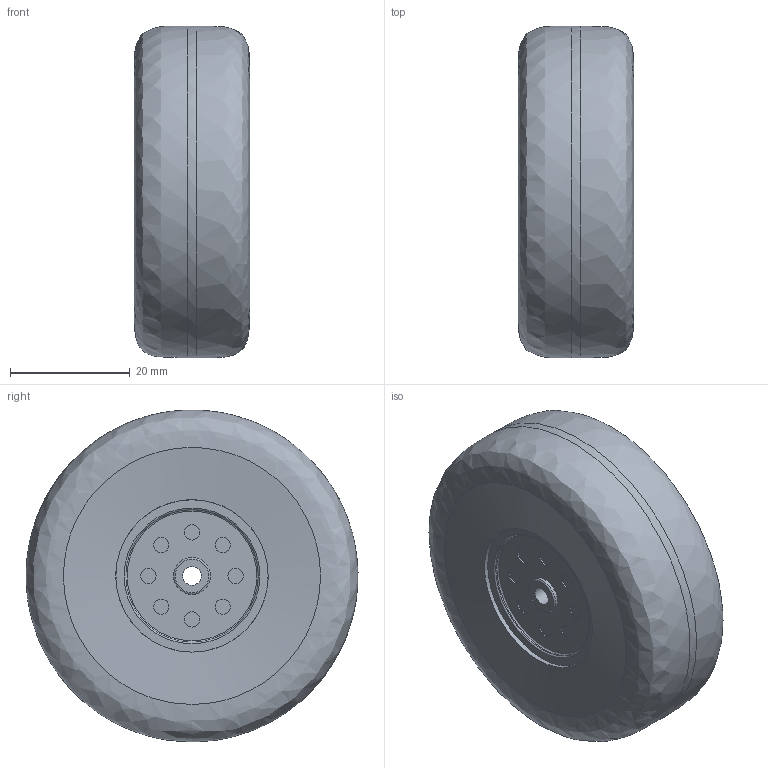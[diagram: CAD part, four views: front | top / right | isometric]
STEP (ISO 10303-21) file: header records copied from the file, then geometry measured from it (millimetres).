
FILE_DESCRIPTION( ( '' ), ' ' );
FILE_NAME( '5ad3b63b3f4c640eb5968500.step', '2018-04-15T20:29:47', ( '' ), ( '' ), ' ', ' ', ' ' );
FILE_SCHEMA( ( 'AUTOMOTIVE_DESIGN { 1 0 10303 214 1 1 1 1 }' ) );
Length unit declared in the file: metre
Products named in the file (2): Part 1; Part 2
Bounding box: 19.29 x 55.36 x 55.35 mm (x, y, z)
Volume: 42569.9 mm3; surface area: 10562.9 mm2
Topology: 2 solids, 2 shells, 56 faces, 90 edges, 56 vertices
Faces by surface type: cylinder 24, plane 22, torus 6, bspline 4
Full cylindrical faces by diameter (mm): 2.54 x16, 3.099 x1, 6.137 x2, 22.127 x2, 25.4 x2, 55.372 x1
Entity records: 2372 total; most frequent: CARTESIAN_POINT 966, DIRECTION 208, EDGE_LOOP 112, ORIENTED_EDGE 112, AXIS2_PLACEMENT_3D 104, FACE_OUTER_BOUND 90, STYLED_ITEM 56, PRESENTATION_STYLE_ASSIGNMENT 56
